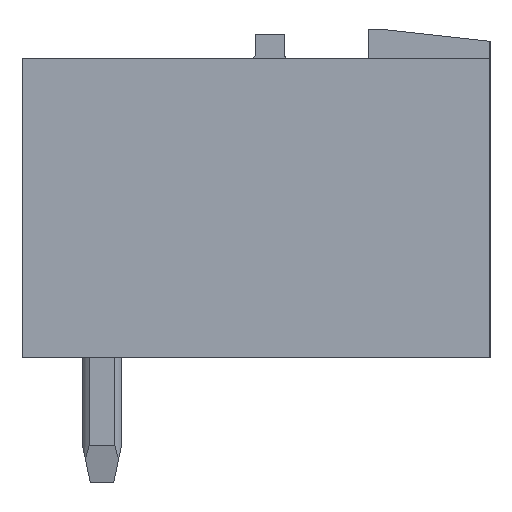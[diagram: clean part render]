
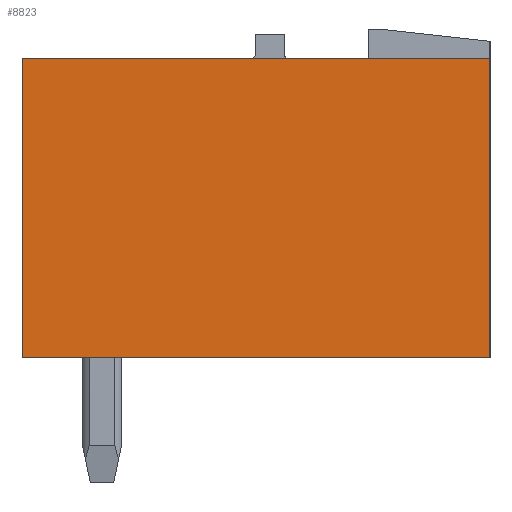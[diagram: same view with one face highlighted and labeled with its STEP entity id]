
A CAD part, left-side view. The second image highlights one B-rep face of the part: STEP entity #8823.
In plain terms, the highlighted planar face has unit normal (-1, 0, 0).
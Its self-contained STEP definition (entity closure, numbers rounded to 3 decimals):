
#8815=AXIS2_PLACEMENT_3D('Plane Axis2P3D',#8812,#8813,#8814) ;
#517=CARTESIAN_POINT('Vertex',(0.,12.,10.88)) ;
#520=CARTESIAN_POINT('Line Origine',(0.,6.,10.88)) ;
#524=CARTESIAN_POINT('Vertex',(0.,0.,10.88)) ;
#821=CARTESIAN_POINT('Vertex',(0.,12.,3.2)) ;
#824=CARTESIAN_POINT('Line Origine',(0.,12.,7.04)) ;
#852=CARTESIAN_POINT('Vertex',(0.,0.,3.2)) ;
#855=CARTESIAN_POINT('Line Origine',(0.,6.,3.2)) ;
#4546=CARTESIAN_POINT('Line Origine',(0.,0.,7.04)) ;
#8812=CARTESIAN_POINT('Axis2P3D Location',(0.,0.,0.)) ;
#521=DIRECTION('Vector Direction',(0.,1.,0.)) ;
#825=DIRECTION('Vector Direction',(0.,0.,1.)) ;
#856=DIRECTION('Vector Direction',(0.,1.,0.)) ;
#4547=DIRECTION('Vector Direction',(0.,0.,-1.)) ;
#8813=DIRECTION('Axis2P3D Direction',(-1.,0.,0.)) ;
#8814=DIRECTION('Axis2P3D XDirection',(0.,-1.,0.)) ;
#522=VECTOR('Line Direction',#521,1.) ;
#826=VECTOR('Line Direction',#825,1.) ;
#857=VECTOR('Line Direction',#856,1.) ;
#4548=VECTOR('Line Direction',#4547,1.) ;
#8818=ORIENTED_EDGE('',*,*,#4550,.T.) ;
#8819=ORIENTED_EDGE('',*,*,#526,.T.) ;
#8820=ORIENTED_EDGE('',*,*,#828,.T.) ;
#8821=ORIENTED_EDGE('',*,*,#859,.T.) ;
#8823=ADVANCED_FACE('Housing',(#8822),#8816,.T.) ;
#526=EDGE_CURVE('',#525,#518,#523,.T.) ;
#828=EDGE_CURVE('',#518,#822,#827,.F.) ;
#859=EDGE_CURVE('',#822,#853,#858,.F.) ;
#4550=EDGE_CURVE('',#853,#525,#4549,.F.) ;
#8817=EDGE_LOOP('',(#8818,#8819,#8820,#8821)) ;
#8822=FACE_OUTER_BOUND('',#8817,.T.) ;
#523=LINE('Line',#520,#522) ;
#827=LINE('Line',#824,#826) ;
#858=LINE('Line',#855,#857) ;
#4549=LINE('Line',#4546,#4548) ;
#8816=PLANE('',#8815) ;
#518=VERTEX_POINT('',#517) ;
#525=VERTEX_POINT('',#524) ;
#822=VERTEX_POINT('',#821) ;
#853=VERTEX_POINT('',#852) ;
